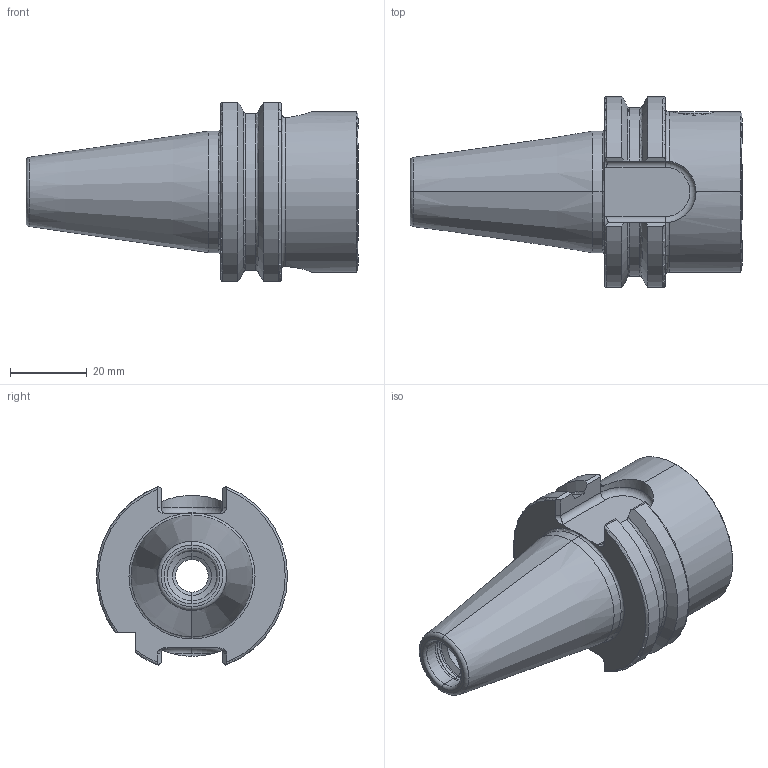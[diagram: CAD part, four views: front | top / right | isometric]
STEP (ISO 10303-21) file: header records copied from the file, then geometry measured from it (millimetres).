
FILE_DESCRIPTION (( 'STEP AP203' ), '1' );
FILE_NAME ('102.315.421.STEP', '2018-03-09T12:27:55', ( 'SWIAdmin' ), ( 'Hewlett-Packard Company' ), 'SwSTEP 2.0', 'SolidWorks 2017', '' );
FILE_SCHEMA (( 'CONFIG_CONTROL_DESIGN' ));
Length unit declared in the file: millimetre
Products named in the file (3): SK3-MB4.K01.039_C; MB4-ER1.001.013_A; 102.315.421
Assembly tree (2 placements, depth 2):
  102.315.421
    SK3-MB4.K01.039_C
    MB4-ER1.001.013_A
Bounding box: 86.75 x 49.94 x 46.69 mm (x, y, z)
Volume: 61383.9 mm3; surface area: 17204.2 mm2
Topology: 2 solids, 2 shells, 177 faces, 442 edges, 270 vertices
Faces by surface type: cylinder 56, plane 51, cone 37, torus 31, bspline 2
Entity records: 6991 total; most frequent: CARTESIAN_POINT 2551, ORIENTED_EDGE 880, DIRECTION 877, EDGE_CURVE 440, AXIS2_PLACEMENT_3D 355, VERTEX_POINT 270, EDGE_LOOP 184, ADVANCED_FACE 177
